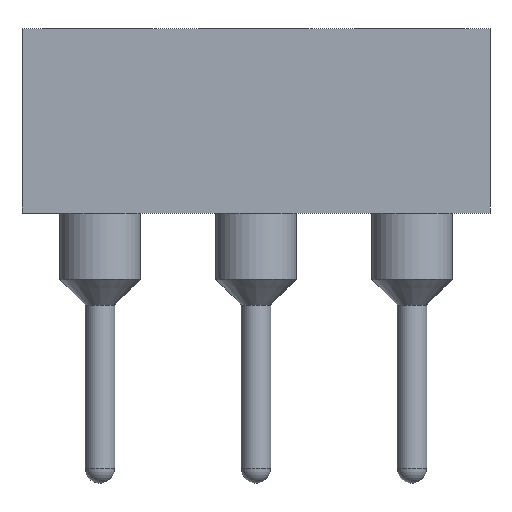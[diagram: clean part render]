
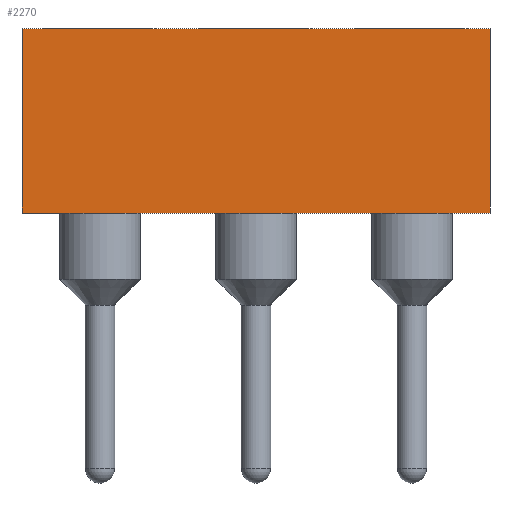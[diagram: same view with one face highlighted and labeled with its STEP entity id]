
A CAD part, front view. The second image highlights one B-rep face of the part: STEP entity #2270.
In plain terms, the highlighted planar face has unit normal (0, -1, 0).
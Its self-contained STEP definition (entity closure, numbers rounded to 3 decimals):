
#2270=ADVANCED_FACE('',(#4245),#4247,.T.);
#4245=FACE_BOUND('',#4246,.T.);
#4246=EDGE_LOOP('',(#5349,#5350,#5351,#5352));
#4247=PLANE('',#4248);
#4248=AXIS2_PLACEMENT_3D('',#4249,#4250,#4251);
#4249=CARTESIAN_POINT('',(1.27,-1.27,1.5));
#4250=DIRECTION('',(0.,-1.,0.));
#4251=DIRECTION('',(0.,0.,1.));
#5349=ORIENTED_EDGE('',*,*,#5853,.F.);
#5350=ORIENTED_EDGE('',*,*,#5824,.F.);
#5351=ORIENTED_EDGE('',*,*,#5847,.T.);
#5352=ORIENTED_EDGE('',*,*,#5868,.T.);
#5824=EDGE_CURVE('',#6576,#6578,#6579,.T.);
#5847=EDGE_CURVE('',#6576,#6621,#6623,.T.);
#5853=EDGE_CURVE('',#6578,#6625,#6633,.T.);
#5868=EDGE_CURVE('',#6621,#6625,#6652,.T.);
#6576=VERTEX_POINT('',#9296);
#6578=VERTEX_POINT('',#9300);
#6579=LINE('',#9301,#9302);
#6621=VERTEX_POINT('',#9394);
#6623=LINE('',#9398,#9399);
#6625=VERTEX_POINT('',#9404);
#6633=LINE('',#9420,#9421);
#6652=LINE('',#9470,#9471);
#9296=CARTESIAN_POINT('',(6.35,-1.27,1.5));
#9300=CARTESIAN_POINT('',(-1.27,-1.27,1.5));
#9301=CARTESIAN_POINT('',(6.35,-1.27,1.5));
#9302=VECTOR('',#9303,1.);
#9303=DIRECTION('',(-1.,0.,0.));
#9394=CARTESIAN_POINT('',(6.35,-1.27,4.5));
#9398=CARTESIAN_POINT('',(6.35,-1.27,1.5));
#9399=VECTOR('',#9400,1.);
#9400=DIRECTION('',(0.,0.,1.));
#9404=CARTESIAN_POINT('',(-1.27,-1.27,4.5));
#9420=CARTESIAN_POINT('',(-1.27,-1.27,1.5));
#9421=VECTOR('',#9422,1.);
#9422=DIRECTION('',(0.,0.,1.));
#9470=CARTESIAN_POINT('',(6.35,-1.27,4.5));
#9471=VECTOR('',#9472,1.);
#9472=DIRECTION('',(-1.,0.,0.));
